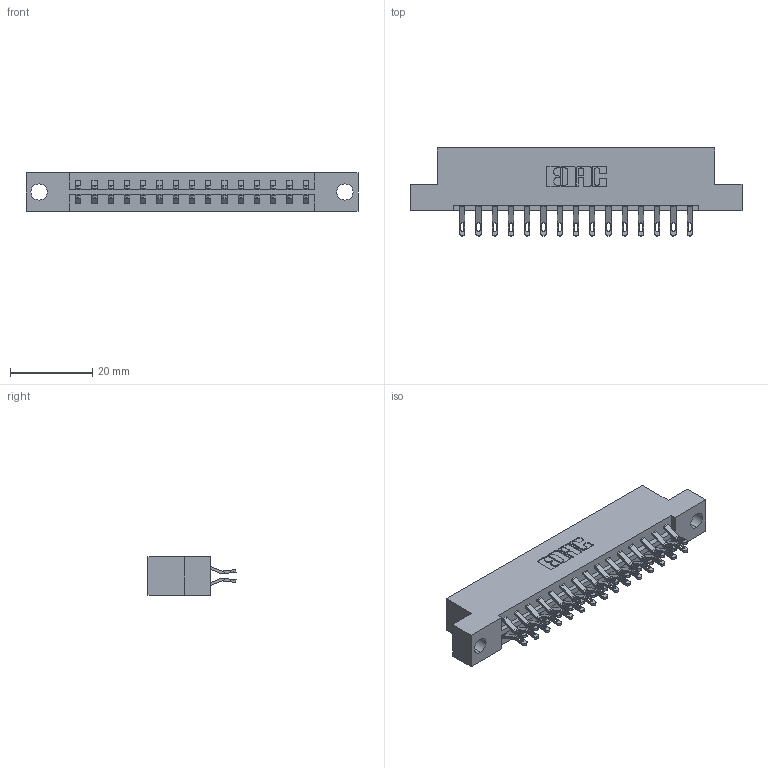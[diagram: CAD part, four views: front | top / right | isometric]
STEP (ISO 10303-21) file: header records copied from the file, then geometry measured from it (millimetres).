
FILE_DESCRIPTION (( 'STEP AP203' ), '1' );
FILE_NAME ('833-030-555-204.STEP', '2020-06-02T13:56:00', ( '' ), ( '' ), 'SwSTEP 2.0', 'SolidWorks 2020', '' );
FILE_SCHEMA (( 'CONFIG_CONTROL_DESIGN' ));
Length unit declared in the file: inch
Products named in the file (3): 833-030-555-204; 345-292-001_555 Tail; 833 Part_Flush - .156 Dia - TH
Assembly tree (31 placements, depth 2):
  833-030-555-204
    833 Part_Flush - .156 Dia - TH
    345-292-001_555 Tail  x30
Bounding box: 80.98 x 21.47 x 9.4 mm (x, y, z)
Volume: 8013.8 mm3; surface area: 9309 mm2
Topology: 31 solids, 31 shells, 1854 faces, 5801 edges, 3866 vertices
Faces by surface type: plane 1090, cylinder 764
Entity records: 13471 total; most frequent: CARTESIAN_POINT 2300, ORIENTED_EDGE 2206, DIRECTION 1983, EDGE_CURVE 1103, VECTOR 955, LINE 955, VERTEX_POINT 734, AXIS2_PLACEMENT_3D 514
